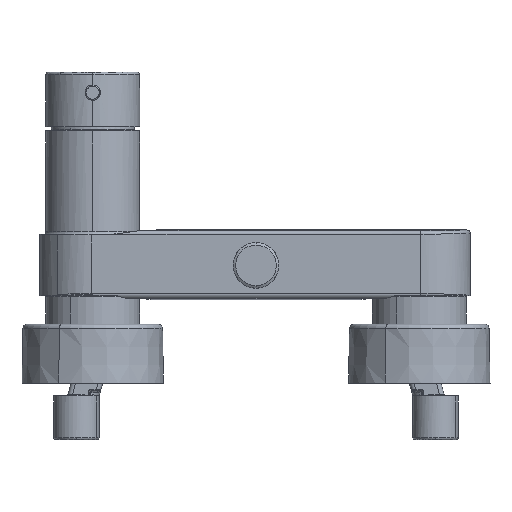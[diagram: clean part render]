
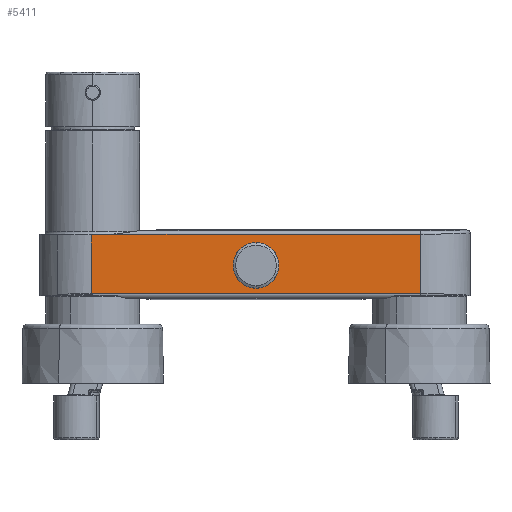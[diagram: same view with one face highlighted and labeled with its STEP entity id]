
A CAD part, front view. The second image highlights one B-rep face of the part: STEP entity #5411.
In plain terms, the highlighted planar face has unit normal (0, -1, 0).
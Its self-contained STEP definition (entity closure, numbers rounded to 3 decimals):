
#163 = DIRECTION ( 'NONE',  ( 0., 0., 1. ) ) ;
#217 = CARTESIAN_POINT ( 'NONE',  ( -37.5, -22.7, -29.545 ) ) ;
#234 = EDGE_LOOP ( 'NONE', ( #942, #471 ) ) ;
#239 = CARTESIAN_POINT ( 'NONE',  ( -75., -22.7, -29.786 ) ) ;
#366 = EDGE_CURVE ( 'NONE', #3970, #9370, #1868, .T. ) ;
#471 = ORIENTED_EDGE ( 'NONE', *, *, #10876, .F. ) ;
#579 = EDGE_CURVE ( 'NONE', #6605, #11447, #7934, .T. ) ;
#722 = DIRECTION ( 'NONE',  ( 0., -1., 0. ) ) ;
#738 = CARTESIAN_POINT ( 'NONE',  ( -70.423, -22.7, -2.495 ) ) ;
#823 = VECTOR ( 'NONE', #10960, 1000. ) ;
#898 = CARTESIAN_POINT ( 'NONE',  ( -65.304, -22.7, -2.102 ) ) ;
#942 = ORIENTED_EDGE ( 'NONE', *, *, #8189, .F. ) ;
#1260 = VERTEX_POINT ( 'NONE', #8367 ) ;
#1414 = CARTESIAN_POINT ( 'NONE',  ( 0., -22.7, -6. ) ) ;
#1508 = VECTOR ( 'NONE', #2872, 1000. ) ;
#1593 = VECTOR ( 'NONE', #3352, 1000. ) ;
#1632 = CARTESIAN_POINT ( 'NONE',  ( -72.006, -22.7, -2.497 ) ) ;
#1657 = LINE ( 'NONE', #9372, #8844 ) ;
#1727 = VERTEX_POINT ( 'NONE', #7568 ) ;
#1793 = CARTESIAN_POINT ( 'NONE',  ( -65.902, -22.7, -2.165 ) ) ;
#1868 = LINE ( 'NONE', #7455, #1593 ) ;
#1948 = ORIENTED_EDGE ( 'NONE', *, *, #6370, .F. ) ;
#1962 = DIRECTION ( 'NONE',  ( 0., 0., 1. ) ) ;
#1981 = ORIENTED_EDGE ( 'NONE', *, *, #6670, .T. ) ;
#2083 = PLANE ( 'NONE',  #7000 ) ;
#2508 = VECTOR ( 'NONE', #3872, 1000. ) ;
#2535 = CARTESIAN_POINT ( 'NONE',  ( -73.589, -22.7, -2.477 ) ) ;
#2603 = CARTESIAN_POINT ( 'NONE',  ( -65.304, -22.7, -2.102 ) ) ;
#2686 = CARTESIAN_POINT ( 'NONE',  ( -67.078, -22.7, -2.277 ) ) ;
#2872 = DIRECTION ( 'NONE',  ( 0., 0., -1. ) ) ;
#2896 = LINE ( 'NONE', #217, #823 ) ;
#2935 = CARTESIAN_POINT ( 'NONE',  ( -75.7, -22.7, -2.472 ) ) ;
#2962 = ORIENTED_EDGE ( 'NONE', *, *, #7711, .T. ) ;
#3174 = CARTESIAN_POINT ( 'NONE',  ( 75.7, -22.7, -29.545 ) ) ;
#3352 = DIRECTION ( 'NONE',  ( 0., 0., -1. ) ) ;
#3414 = VECTOR ( 'NONE', #10083, 1000. ) ;
#3442 = CARTESIAN_POINT ( 'NONE',  ( -75.172, -22.7, -2.469 ) ) ;
#3506 = CIRCLE ( 'NONE', #8604, 10.5 ) ;
#3595 = CARTESIAN_POINT ( 'NONE',  ( -68.232, -22.7, -2.372 ) ) ;
#3841 = VERTEX_POINT ( 'NONE', #1414 ) ;
#3872 = DIRECTION ( 'NONE',  ( -1., 0., 0. ) ) ;
#3885 = LINE ( 'NONE', #8236, #1508 ) ;
#3970 = VERTEX_POINT ( 'NONE', #6170 ) ;
#4063 = DIRECTION ( 'NONE',  ( 0., 0., -1. ) ) ;
#4084 = EDGE_LOOP ( 'NONE', ( #6631, #2962, #10331, #1981, #5258, #7847, #1948, #8613, #8389 ) ) ;
#4095 = CARTESIAN_POINT ( 'NONE',  ( -69.368, -22.7, -2.449 ) ) ;
#4495 = CARTESIAN_POINT ( 'NONE',  ( -69.368, -22.7, -2.449 ) ) ;
#4598 = VECTOR ( 'NONE', #4063, 1000. ) ;
#4671 = CARTESIAN_POINT ( 'NONE',  ( -69.368, -22.7, -2.449 ) ) ;
#4779 = EDGE_CURVE ( 'NONE', #3970, #7102, #11521, .T. ) ;
#5258 = ORIENTED_EDGE ( 'NONE', *, *, #10280, .F. ) ;
#5364 = VERTEX_POINT ( 'NONE', #2935 ) ;
#5411 = ADVANCED_FACE ( 'NONE', ( #6865, #8977 ), #2083, .F. ) ;
#5507 = DIRECTION ( 'NONE',  ( 0., -1., 0. ) ) ;
#6098 = CARTESIAN_POINT ( 'NONE',  ( 0., -22.7, -16.5 ) ) ;
#6170 = CARTESIAN_POINT ( 'NONE',  ( 75.7, -22.7, -2.102 ) ) ;
#6370 = EDGE_CURVE ( 'NONE', #9370, #6605, #2896, .T. ) ;
#6377 = VERTEX_POINT ( 'NONE', #4671 ) ;
#6399 = B_SPLINE_CURVE_WITH_KNOTS ( 'NONE', 7,
 ( #898, #1793, #8093, #2686, #8985, #3595, #9882, #4495 ),
 .UNSPECIFIED., .F., .F.,
 ( 8, 8 ),
 ( 0., 4.079 ),
 .UNSPECIFIED. ) ;
#6548 = CARTESIAN_POINT ( 'NONE',  ( 0., -22.7, -27. ) ) ;
#6605 = VERTEX_POINT ( 'NONE', #9988 ) ;
#6631 = ORIENTED_EDGE ( 'NONE', *, *, #7746, .T. ) ;
#6670 = EDGE_CURVE ( 'NONE', #1727, #1260, #3885, .T. ) ;
#6865 = FACE_BOUND ( 'NONE', #234, .T. ) ;
#6892 = CARTESIAN_POINT ( 'NONE',  ( -75., -22.7, -30.027 ) ) ;
#7000 = AXIS2_PLACEMENT_3D ( 'NONE', #9233, #8416, #1962 ) ;
#7014 = DIRECTION ( 'NONE',  ( 0., 0., 1. ) ) ;
#7030 = CARTESIAN_POINT ( 'NONE',  ( -71.478, -22.7, -2.502 ) ) ;
#7102 = VERTEX_POINT ( 'NONE', #2603 ) ;
#7455 = CARTESIAN_POINT ( 'NONE',  ( 75.7, -22.7, -15.823 ) ) ;
#7568 = CARTESIAN_POINT ( 'NONE',  ( -75.7, -22.7, -29.545 ) ) ;
#7660 = EDGE_CURVE ( 'NONE', #5364, #1727, #9379, .T. ) ;
#7689 = CARTESIAN_POINT ( 'NONE',  ( -75.7, -22.7, -16.008 ) ) ;
#7711 = EDGE_CURVE ( 'NONE', #6377, #5364, #9741, .T. ) ;
#7746 = EDGE_CURVE ( 'NONE', #7102, #6377, #6399, .T. ) ;
#7847 = ORIENTED_EDGE ( 'NONE', *, *, #579, .F. ) ;
#7934 = LINE ( 'NONE', #239, #3414 ) ;
#7939 = CARTESIAN_POINT ( 'NONE',  ( -73.061, -22.7, -2.484 ) ) ;
#8093 = CARTESIAN_POINT ( 'NONE',  ( -66.493, -22.7, -2.223 ) ) ;
#8189 = EDGE_CURVE ( 'NONE', #3841, #8932, #3506, .T. ) ;
#8236 = CARTESIAN_POINT ( 'NONE',  ( -75.7, -22.7, 0.237 ) ) ;
#8367 = CARTESIAN_POINT ( 'NONE',  ( -75.7, -22.7, -30.027 ) ) ;
#8389 = ORIENTED_EDGE ( 'NONE', *, *, #4779, .T. ) ;
#8416 = DIRECTION ( 'NONE',  ( 0., 1., 0. ) ) ;
#8604 = AXIS2_PLACEMENT_3D ( 'NONE', #6098, #722, #7014 ) ;
#8613 = ORIENTED_EDGE ( 'NONE', *, *, #366, .F. ) ;
#8681 = CIRCLE ( 'NONE', #9669, 10.5 ) ;
#8796 = CARTESIAN_POINT ( 'NONE',  ( -69.895, -22.7, -2.483 ) ) ;
#8839 = CARTESIAN_POINT ( 'NONE',  ( -74.644, -22.7, -2.469 ) ) ;
#8844 = VECTOR ( 'NONE', #9483, 1000. ) ;
#8932 = VERTEX_POINT ( 'NONE', #6548 ) ;
#8977 = FACE_OUTER_BOUND ( 'NONE', #4084, .T. ) ;
#8985 = CARTESIAN_POINT ( 'NONE',  ( -67.657, -22.7, -2.326 ) ) ;
#9233 = CARTESIAN_POINT ( 'NONE',  ( -75.7, -22.7, 0.237 ) ) ;
#9370 = VERTEX_POINT ( 'NONE', #3174 ) ;
#9372 = CARTESIAN_POINT ( 'NONE',  ( -75.35, -22.7, -30.027 ) ) ;
#9379 = LINE ( 'NONE', #7689, #4598 ) ;
#9483 = DIRECTION ( 'NONE',  ( -1., 0., 0. ) ) ;
#9669 = AXIS2_PLACEMENT_3D ( 'NONE', #10901, #5507, #163 ) ;
#9733 = CARTESIAN_POINT ( 'NONE',  ( -75.7, -22.7, -2.472 ) ) ;
#9741 = B_SPLINE_CURVE_WITH_KNOTS ( 'NONE', 3,
 ( #4095, #8796, #738, #7030, #1632, #7939, #2535, #8839, #3442, #9733 ),
 .UNSPECIFIED., .F., .F.,
 ( 4, 2, 2, 2, 4 ),
 ( 0., 0.002, 0.003, 0.005, 0.006 ),
 .UNSPECIFIED. ) ;
#9882 = CARTESIAN_POINT ( 'NONE',  ( -68.802, -22.7, -2.412 ) ) ;
#9988 = CARTESIAN_POINT ( 'NONE',  ( -75., -22.7, -29.545 ) ) ;
#10083 = DIRECTION ( 'NONE',  ( 0., 0., -1. ) ) ;
#10280 = EDGE_CURVE ( 'NONE', #11447, #1260, #1657, .T. ) ;
#10331 = ORIENTED_EDGE ( 'NONE', *, *, #7660, .T. ) ;
#10876 = EDGE_CURVE ( 'NONE', #8932, #3841, #8681, .T. ) ;
#10901 = CARTESIAN_POINT ( 'NONE',  ( 0., -22.7, -16.5 ) ) ;
#10960 = DIRECTION ( 'NONE',  ( -1., 0., 0. ) ) ;
#11031 = CARTESIAN_POINT ( 'NONE',  ( 37.85, -22.7, -2.102 ) ) ;
#11447 = VERTEX_POINT ( 'NONE', #6892 ) ;
#11521 = LINE ( 'NONE', #11031, #2508 ) ;
